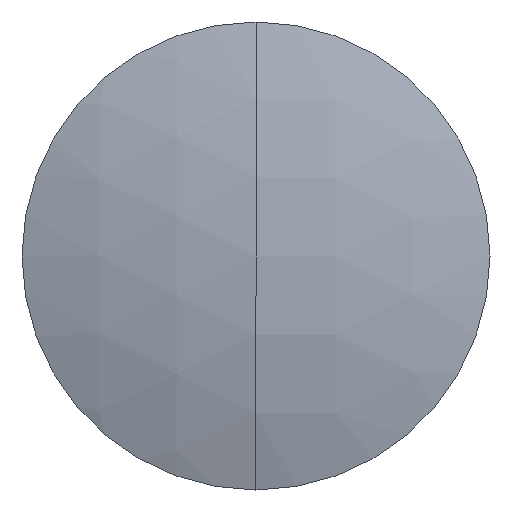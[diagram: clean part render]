
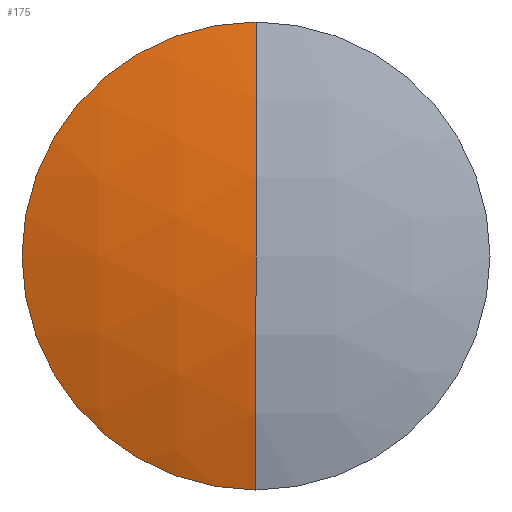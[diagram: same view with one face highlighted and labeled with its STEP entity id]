
A CAD part, left-side view. The second image highlights one B-rep face of the part: STEP entity #175.
In plain terms, the highlighted spherical face has radius 25.956 mm.
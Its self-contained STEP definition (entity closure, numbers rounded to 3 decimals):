
#6 = CARTESIAN_POINT ( 'NONE',  ( 45.599, 0., 0. ) ) ;
#20 = AXIS2_PLACEMENT_3D ( 'NONE', #6, #240, #212 ) ;
#24 = EDGE_CURVE ( 'NONE', #224, #88, #103, .T. ) ;
#35 = AXIS2_PLACEMENT_3D ( 'NONE', #308, #114, #149 ) ;
#56 = CIRCLE ( 'NONE', #131, 25.956 ) ;
#58 = DIRECTION ( 'NONE',  ( 0., 1., 0. ) ) ;
#77 = CARTESIAN_POINT ( 'NONE',  ( 45.599, 0., 0. ) ) ;
#88 = VERTEX_POINT ( 'NONE', #128 ) ;
#90 = EDGE_CURVE ( 'NONE', #201, #88, #56, .T. ) ;
#92 = CARTESIAN_POINT ( 'NONE',  ( 20.907, 0., 8. ) ) ;
#102 = AXIS2_PLACEMENT_3D ( 'NONE', #77, #58, #118 ) ;
#103 = CIRCLE ( 'NONE', #102, 25.956 ) ;
#114 = DIRECTION ( 'NONE',  ( -1., 0., 0. ) ) ;
#118 = DIRECTION ( 'NONE',  ( 0., 0., 1. ) ) ;
#128 = CARTESIAN_POINT ( 'NONE',  ( 19.643, 0., 0. ) ) ;
#131 = AXIS2_PLACEMENT_3D ( 'NONE', #135, #295, #214 ) ;
#135 = CARTESIAN_POINT ( 'NONE',  ( 45.599, 0., 0. ) ) ;
#138 = SPHERICAL_SURFACE ( 'NONE', #20, 25.956 ) ;
#147 = ORIENTED_EDGE ( 'NONE', *, *, #90, .F. ) ;
#149 = DIRECTION ( 'NONE',  ( 0., 0., 1. ) ) ;
#175 = ADVANCED_FACE ( 'NONE', ( #287 ), #138, .T. ) ;
#195 = ORIENTED_EDGE ( 'NONE', *, *, #346, .T. ) ;
#201 = VERTEX_POINT ( 'NONE', #92 ) ;
#212 = DIRECTION ( 'NONE',  ( 0., 0., 1. ) ) ;
#214 = DIRECTION ( 'NONE',  ( 0., 0., -1. ) ) ;
#224 = VERTEX_POINT ( 'NONE', #275 ) ;
#240 = DIRECTION ( 'NONE',  ( 0., 1., 0. ) ) ;
#275 = CARTESIAN_POINT ( 'NONE',  ( 20.907, 0., -8. ) ) ;
#287 = FACE_OUTER_BOUND ( 'NONE', #291, .T. ) ;
#288 = ORIENTED_EDGE ( 'NONE', *, *, #24, .T. ) ;
#291 = EDGE_LOOP ( 'NONE', ( #195, #288, #147 ) ) ;
#295 = DIRECTION ( 'NONE',  ( 0., -1., 0. ) ) ;
#308 = CARTESIAN_POINT ( 'NONE',  ( 20.907, 0., 0. ) ) ;
#332 = CIRCLE ( 'NONE', #35, 8. ) ;
#346 = EDGE_CURVE ( 'NONE', #201, #224, #332, .T. ) ;
